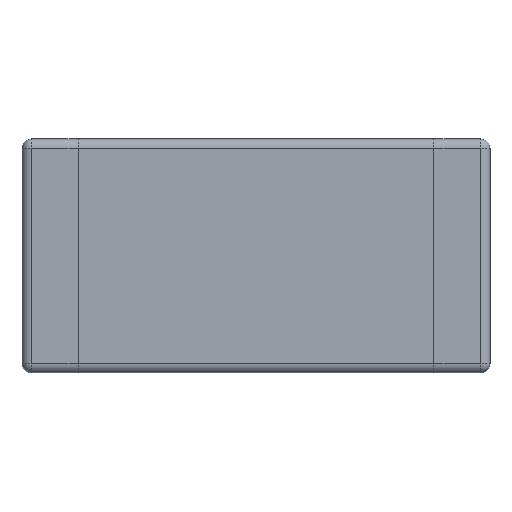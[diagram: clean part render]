
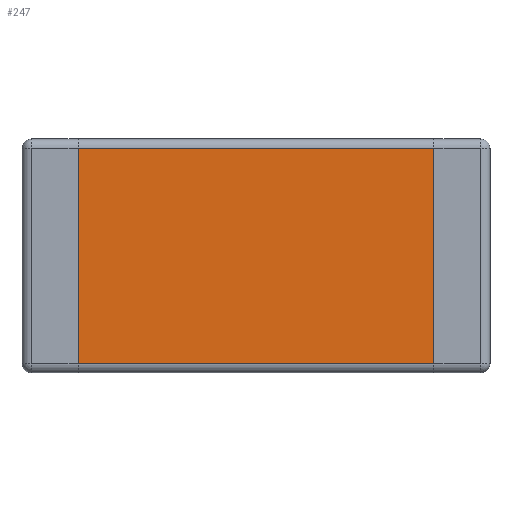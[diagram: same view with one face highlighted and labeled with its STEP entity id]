
A CAD part, front view. The second image highlights one B-rep face of the part: STEP entity #247.
In plain terms, the highlighted planar face has unit normal (0, -1, 0).
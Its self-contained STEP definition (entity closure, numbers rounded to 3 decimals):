
#45 = ORIENTED_EDGE ( 'NONE', *, *, #305, .F. ) ;
#46 = VERTEX_POINT ( 'NONE', #528 ) ;
#51 = EDGE_CURVE ( 'NONE', #112, #46, #522, .T. ) ;
#112 = VERTEX_POINT ( 'NONE', #704 ) ;
#126 = VERTEX_POINT ( 'NONE', #774 ) ;
#226 = EDGE_CURVE ( 'NONE', #310, #46, #1081, .T. ) ;
#227 = ORIENTED_EDGE ( 'NONE', *, *, #51, .F. ) ;
#228 = ORIENTED_EDGE ( 'NONE', *, *, #229, .T. ) ;
#229 = EDGE_CURVE ( 'NONE', #112, #126, #1076, .T. ) ;
#247 = ADVANCED_FACE ( 'NONE', ( #1122 ), #1161, .T. ) ;
#248 = EDGE_LOOP ( 'NONE', ( #45, #322, #227, #228 ) ) ;
#305 = EDGE_CURVE ( 'NONE', #310, #126, #1353, .T. ) ;
#310 = VERTEX_POINT ( 'NONE', #1344 ) ;
#322 = ORIENTED_EDGE ( 'NONE', *, *, #226, .T. ) ;
#519 = DIRECTION ( 'NONE',  ( 0., 0., -1. ) ) ;
#520 = VECTOR ( 'NONE', #519, 1000. ) ;
#521 = CARTESIAN_POINT ( 'NONE',  ( 1.9, 0., -1.25 ) ) ;
#522 = LINE ( 'NONE', #521, #520 ) ;
#528 = CARTESIAN_POINT ( 'NONE',  ( 1.9, 0., -1.15 ) ) ;
#704 = CARTESIAN_POINT ( 'NONE',  ( 1.9, 0., 1.15 ) ) ;
#774 = CARTESIAN_POINT ( 'NONE',  ( -1.9, 0., 1.15 ) ) ;
#1073 = DIRECTION ( 'NONE',  ( -1., 0., 0. ) ) ;
#1074 = VECTOR ( 'NONE', #1073, 1000. ) ;
#1075 = CARTESIAN_POINT ( 'NONE',  ( -2.5, 0., 1.15 ) ) ;
#1076 = LINE ( 'NONE', #1075, #1074 ) ;
#1078 = DIRECTION ( 'NONE',  ( 1., 0., 0. ) ) ;
#1079 = VECTOR ( 'NONE', #1078, 1000. ) ;
#1080 = CARTESIAN_POINT ( 'NONE',  ( 2.5, 0., -1.15 ) ) ;
#1081 = LINE ( 'NONE', #1080, #1079 ) ;
#1122 = FACE_OUTER_BOUND ( 'NONE', #248, .T. ) ;
#1157 = DIRECTION ( 'NONE',  ( 0., 0., -1. ) ) ;
#1158 = DIRECTION ( 'NONE',  ( 0., -1., 0. ) ) ;
#1159 = CARTESIAN_POINT ( 'NONE',  ( 2.5, 0., -1.25 ) ) ;
#1160 = AXIS2_PLACEMENT_3D ( 'NONE', #1159, #1158, #1157 ) ;
#1161 = PLANE ( 'NONE',  #1160 ) ;
#1344 = CARTESIAN_POINT ( 'NONE',  ( -1.9, 0., -1.15 ) ) ;
#1350 = DIRECTION ( 'NONE',  ( 0., 0., 1. ) ) ;
#1351 = VECTOR ( 'NONE', #1350, 1000. ) ;
#1352 = CARTESIAN_POINT ( 'NONE',  ( -1.9, 0., -1.25 ) ) ;
#1353 = LINE ( 'NONE', #1352, #1351 ) ;
